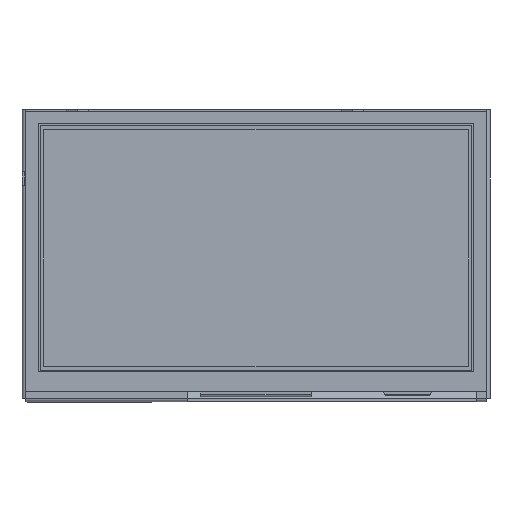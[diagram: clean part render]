
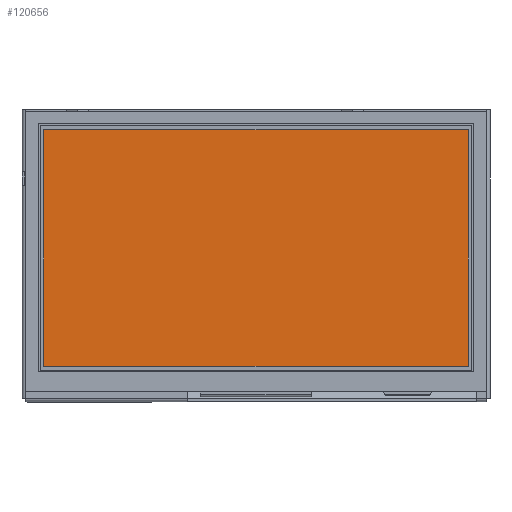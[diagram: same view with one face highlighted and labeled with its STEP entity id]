
A CAD part, top view. The second image highlights one B-rep face of the part: STEP entity #120656.
In plain terms, the highlighted planar face has unit normal (0, 0, 1).
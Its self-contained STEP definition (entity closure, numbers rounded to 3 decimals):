
#6704=PLANE('',#128791);
#12406=FACE_OUTER_BOUND('',#19098,.T.);
#19098=EDGE_LOOP('',(#107991,#107992,#107993,#107994));
#34313=LINE('',#190679,#48625);
#34314=LINE('',#190681,#48626);
#34315=LINE('',#190683,#48627);
#34316=LINE('',#190684,#48628);
#48625=VECTOR('',#155489,10.);
#48626=VECTOR('',#155490,10.);
#48627=VECTOR('',#155491,10.);
#48628=VECTOR('',#155492,10.);
#60065=VERTEX_POINT('',#190677);
#60066=VERTEX_POINT('',#190678);
#60067=VERTEX_POINT('',#190680);
#60068=VERTEX_POINT('',#190682);
#76433=EDGE_CURVE('',#60065,#60066,#34313,.T.);
#76434=EDGE_CURVE('',#60066,#60067,#34314,.T.);
#76435=EDGE_CURVE('',#60067,#60068,#34315,.T.);
#76436=EDGE_CURVE('',#60068,#60065,#34316,.T.);
#107991=ORIENTED_EDGE('',*,*,#76433,.T.);
#107992=ORIENTED_EDGE('',*,*,#76434,.T.);
#107993=ORIENTED_EDGE('',*,*,#76435,.T.);
#107994=ORIENTED_EDGE('',*,*,#76436,.T.);
#120656=ADVANCED_FACE('',(#12406),#6704,.T.);
#128791=AXIS2_PLACEMENT_3D('',#190676,#155487,#155488);
#155487=DIRECTION('center_axis',(0.,0.,
1.));
#155488=DIRECTION('ref_axis',(-1.,0.,0.));
#155489=DIRECTION('',(0.,1.,0.));
#155490=DIRECTION('',(-1.,0.,0.));
#155491=DIRECTION('',(0.,-1.,0.));
#155492=DIRECTION('',(1.,0.,0.));
#190676=CARTESIAN_POINT('Origin',(0.,-1.15,
6.98));
#190677=CARTESIAN_POINT('',(77.04,-42.96,6.98));
#190678=CARTESIAN_POINT('',(77.04,42.96,6.98));
#190679=CARTESIAN_POINT('',(77.04,20.905,6.98));
#190680=CARTESIAN_POINT('',(-77.04,42.96,6.98));
#190681=CARTESIAN_POINT('',(-38.52,42.96,6.98));
#190682=CARTESIAN_POINT('',(-77.04,-42.96,6.98));
#190683=CARTESIAN_POINT('',(-77.04,-22.055,6.98));
#190684=CARTESIAN_POINT('',(38.52,-42.96,6.98));
